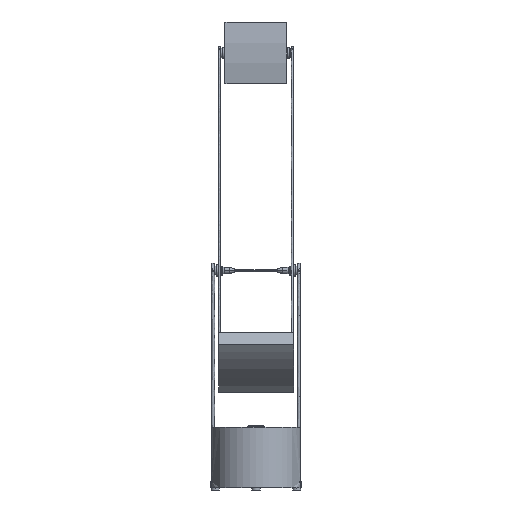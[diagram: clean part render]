
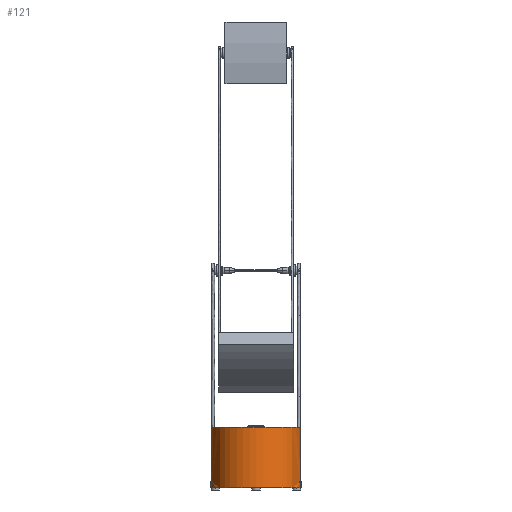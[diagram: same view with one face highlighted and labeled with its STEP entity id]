
A CAD part, left-side view. The second image highlights one B-rep face of the part: STEP entity #121.
In plain terms, the highlighted free-form (B-spline) face has degree [2, 1] with [5, 2] control points.
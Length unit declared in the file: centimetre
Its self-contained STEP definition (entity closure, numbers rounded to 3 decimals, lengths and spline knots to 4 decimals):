
#121=ADVANCED_FACE($,(#328),#2589,.T.);
#328=FACE_OUTER_BOUND($,#539,.T.);
#539=EDGE_LOOP($,(#855,#856,#857,#858,#859,#860));
#855=ORIENTED_EDGE($,*,*,#1733,.T.);
#856=ORIENTED_EDGE($,*,*,#1778,.T.);
#857=ORIENTED_EDGE($,*,*,#1780,.T.);
#858=ORIENTED_EDGE($,*,*,#1746,.F.);
#859=ORIENTED_EDGE($,*,*,#1781,.F.);
#860=ORIENTED_EDGE($,*,*,#1779,.F.);
#1733=EDGE_CURVE($,#2242,#2241,#3010,.T.);
#1746=EDGE_CURVE($,#2251,#2250,#3019,.T.);
#1778=EDGE_CURVE($,#2241,#2270,#3037,.T.);
#1779=EDGE_CURVE($,#2242,#2240,#2785,.T.);
#1780=EDGE_CURVE($,#2270,#2250,#2786,.T.);
#1781=EDGE_CURVE($,#2240,#2251,#3038,.T.);
#2240=VERTEX_POINT($,#4150);
#2241=VERTEX_POINT($,#4151);
#2242=VERTEX_POINT($,#4152);
#2250=VERTEX_POINT($,#4160);
#2251=VERTEX_POINT($,#4161);
#2270=VERTEX_POINT($,#4180);
#2589=(
BOUNDED_SURFACE()
B_SPLINE_SURFACE(2,1,((#4043,#4044),(#4045,#4046),(#4047,#4048),(#4049,#4050),
(#4051,#4052)),.UNSPECIFIED.,.F.,.F.,.F.)
B_SPLINE_SURFACE_WITH_KNOTS((3,2,3),(2,2),(-114.1276,-112.7485,
-111.3693),(0.,7.5055),.UNSPECIFIED.)
GEOMETRIC_REPRESENTATION_ITEM()
RATIONAL_B_SPLINE_SURFACE(((1.,1.),(0.772,0.772),
(1.,1.),(0.772,0.772),(1.,1.)))
REPRESENTATION_ITEM($)
SURFACE()
);
#2785=(
BOUNDED_CURVE()
B_SPLINE_CURVE(2,(#3622,#3623,#3624,#3625,#3626),.UNSPECIFIED.,.F.,.F.)
B_SPLINE_CURVE_WITH_KNOTS((3,2,3),(111.3693,112.7485,114.1276),
.UNSPECIFIED.)
CURVE()
GEOMETRIC_REPRESENTATION_ITEM()
RATIONAL_B_SPLINE_CURVE((1.,0.772,1.,0.772,1.))
REPRESENTATION_ITEM($)
);
#2786=(
BOUNDED_CURVE()
B_SPLINE_CURVE(2,(#3627,#3628,#3629,#3630,#3631),.UNSPECIFIED.,.F.,.F.)
B_SPLINE_CURVE_WITH_KNOTS((3,2,3),(111.3693,112.7485,114.1276),
.UNSPECIFIED.)
CURVE()
GEOMETRIC_REPRESENTATION_ITEM()
RATIONAL_B_SPLINE_CURVE((1.,0.772,1.,0.772,1.))
REPRESENTATION_ITEM($)
);
#3010=B_SPLINE_CURVE_WITH_KNOTS($,1,(#3482,#3483),.UNSPECIFIED.,.F.,.F.,
(2,2),(-0.75,0.),.UNSPECIFIED.);
#3019=B_SPLINE_CURVE_WITH_KNOTS($,1,(#3514,#3515),.UNSPECIFIED.,.F.,.F.,
(2,2),(0.7536,7.5055),.UNSPECIFIED.);
#3037=B_SPLINE_CURVE_WITH_KNOTS($,1,(#3620,#3621),.UNSPECIFIED.,.F.,.F.,
(2,2),(0.7536,7.5055),.UNSPECIFIED.);
#3038=B_SPLINE_CURVE_WITH_KNOTS($,1,(#3632,#3633),.UNSPECIFIED.,.F.,.F.,
(2,2),(0.,0.7536),.UNSPECIFIED.);
#3482=CARTESIAN_POINT($,(-1.0806,-5.4985,0.25));
#3483=CARTESIAN_POINT($,(-1.0806,-5.4985,1.));
#3514=CARTESIAN_POINT($,(-1.0806,5.3859,1.));
#3515=CARTESIAN_POINT($,(-1.0806,5.3859,7.72));
#3620=CARTESIAN_POINT($,(-1.0806,-5.4985,1.));
#3621=CARTESIAN_POINT($,(-1.0806,-5.4985,7.72));
#3622=CARTESIAN_POINT($,(-1.0806,-5.4985,0.25));
#3623=CARTESIAN_POINT($,(-5.5681,-4.6275,0.25));
#3624=CARTESIAN_POINT($,(-5.5681,-0.0563,0.25));
#3625=CARTESIAN_POINT($,(-5.5681,4.5149,0.25));
#3626=CARTESIAN_POINT($,(-1.0806,5.3859,0.25));
#3627=CARTESIAN_POINT($,(-1.0806,-5.4985,7.72));
#3628=CARTESIAN_POINT($,(-5.5681,-4.6275,7.72));
#3629=CARTESIAN_POINT($,(-5.5681,-0.0563,7.72));
#3630=CARTESIAN_POINT($,(-5.5681,4.5149,7.72));
#3631=CARTESIAN_POINT($,(-1.0806,5.3859,7.72));
#3632=CARTESIAN_POINT($,(-1.0806,5.3859,0.25));
#3633=CARTESIAN_POINT($,(-1.0806,5.3859,1.));
#4043=CARTESIAN_POINT($,(-1.0806,5.3859,0.25));
#4044=CARTESIAN_POINT($,(-1.0806,5.3859,7.72));
#4045=CARTESIAN_POINT($,(-5.5681,4.5149,0.25));
#4046=CARTESIAN_POINT($,(-5.5681,4.5149,7.72));
#4047=CARTESIAN_POINT($,(-5.5681,-0.0563,0.25));
#4048=CARTESIAN_POINT($,(-5.5681,-0.0563,7.72));
#4049=CARTESIAN_POINT($,(-5.5681,-4.6275,0.25));
#4050=CARTESIAN_POINT($,(-5.5681,-4.6275,7.72));
#4051=CARTESIAN_POINT($,(-1.0806,-5.4985,0.25));
#4052=CARTESIAN_POINT($,(-1.0806,-5.4985,7.72));
#4150=CARTESIAN_POINT($,(-1.0806,5.3859,0.25));
#4151=CARTESIAN_POINT($,(-1.0806,-5.4985,1.));
#4152=CARTESIAN_POINT($,(-1.0806,-5.4985,0.25));
#4160=CARTESIAN_POINT($,(-1.0806,5.3859,7.72));
#4161=CARTESIAN_POINT($,(-1.0806,5.3859,1.));
#4180=CARTESIAN_POINT($,(-1.0806,-5.4985,7.72));
